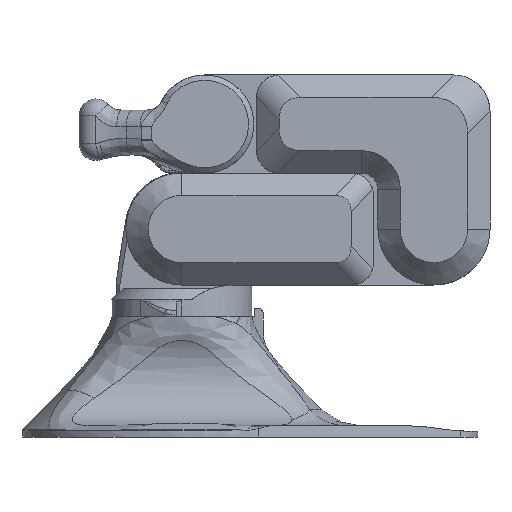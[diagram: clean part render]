
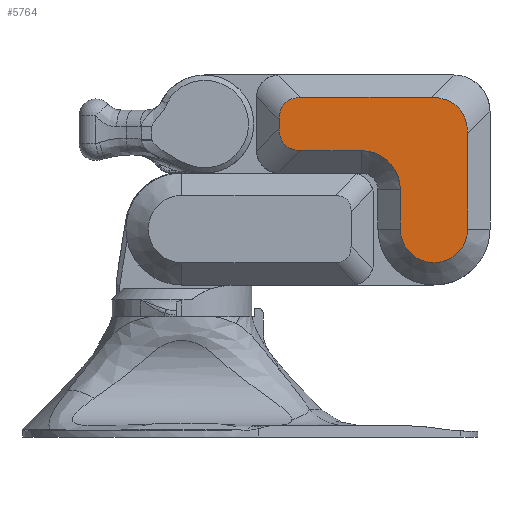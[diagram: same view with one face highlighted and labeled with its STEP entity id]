
A CAD part, left-side view. The second image highlights one B-rep face of the part: STEP entity #5764.
In plain terms, the highlighted planar face has unit normal (-1, 0, 0).
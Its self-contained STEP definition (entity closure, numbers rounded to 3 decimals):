
#103=ELLIPSE('',#6235,9.526,5.5);
#106=ELLIPSE('',#6242,15.935,9.2);
#107=ELLIPSE('',#6243,9.526,5.5);
#520=PLANE('',#6239);
#772=FACE_OUTER_BOUND('',#1135,.T.);
#1135=EDGE_LOOP('',(#4770,#4771,#4772,#4773,#4774,#4775,#4776,#4777,#4778,
#4779));
#1528=LINE('',#17522,#1915);
#1531=LINE('',#17532,#1918);
#1532=LINE('',#17536,#1919);
#1533=LINE('',#17540,#1920);
#1534=LINE('',#17544,#1921);
#1915=VECTOR('',#7344,10.);
#1918=VECTOR('',#7353,10.);
#1919=VECTOR('',#7356,10.);
#1920=VECTOR('',#7359,10.);
#1921=VECTOR('',#7362,10.);
#2179=CIRCLE('',#6240,7.);
#2180=CIRCLE('',#6241,6.);
#2630=VERTEX_POINT('',#17515);
#2631=VERTEX_POINT('',#17517);
#2632=VERTEX_POINT('',#17521);
#2636=VERTEX_POINT('',#17531);
#2637=VERTEX_POINT('',#17533);
#2638=VERTEX_POINT('',#17535);
#2639=VERTEX_POINT('',#17537);
#2640=VERTEX_POINT('',#17539);
#2641=VERTEX_POINT('',#17541);
#2642=VERTEX_POINT('',#17543);
#3366=EDGE_CURVE('',#2630,#2631,#103,.T.);
#3368=EDGE_CURVE('',#2631,#2632,#1528,.T.);
#3373=EDGE_CURVE('',#2636,#2630,#1531,.T.);
#3374=EDGE_CURVE('',#2637,#2636,#2179,.T.);
#3375=EDGE_CURVE('',#2638,#2637,#1532,.T.);
#3376=EDGE_CURVE('',#2639,#2638,#2180,.T.);
#3377=EDGE_CURVE('',#2640,#2639,#1533,.T.);
#3378=EDGE_CURVE('',#2641,#2640,#106,.T.);
#3379=EDGE_CURVE('',#2642,#2641,#1534,.T.);
#3380=EDGE_CURVE('',#2632,#2642,#107,.T.);
#4770=ORIENTED_EDGE('',*,*,#3366,.F.);
#4771=ORIENTED_EDGE('',*,*,#3373,.F.);
#4772=ORIENTED_EDGE('',*,*,#3374,.F.);
#4773=ORIENTED_EDGE('',*,*,#3375,.F.);
#4774=ORIENTED_EDGE('',*,*,#3376,.F.);
#4775=ORIENTED_EDGE('',*,*,#3377,.F.);
#4776=ORIENTED_EDGE('',*,*,#3378,.F.);
#4777=ORIENTED_EDGE('',*,*,#3379,.F.);
#4778=ORIENTED_EDGE('',*,*,#3380,.F.);
#4779=ORIENTED_EDGE('',*,*,#3368,.F.);
#5764=ADVANCED_FACE('',(#772),#520,.T.);
#6235=AXIS2_PLACEMENT_3D('',#17518,#7339,#7340);
#6239=AXIS2_PLACEMENT_3D('',#17530,#7351,#7352);
#6240=AXIS2_PLACEMENT_3D('',#17534,#7354,#7355);
#6241=AXIS2_PLACEMENT_3D('',#17538,#7357,#7358);
#6242=AXIS2_PLACEMENT_3D('',#17542,#7360,#7361);
#6243=AXIS2_PLACEMENT_3D('',#17545,#7363,#7364);
#7339=DIRECTION('center_axis',(1.,0.,0.));
#7340=DIRECTION('ref_axis',(0.,0.707,-0.707));
#7344=DIRECTION('',(0.,0.,1.));
#7351=DIRECTION('center_axis',(-1.,0.,0.));
#7352=DIRECTION('ref_axis',(0.,-1.,0.));
#7353=DIRECTION('',(0.,1.,0.));
#7354=DIRECTION('center_axis',(-1.,0.,0.));
#7355=DIRECTION('ref_axis',(0.,-0.707,0.707));
#7356=DIRECTION('',(0.,0.,1.));
#7357=DIRECTION('center_axis',(1.,0.,0.));
#7358=DIRECTION('ref_axis',(0.,1.,0.));
#7359=DIRECTION('',(0.,0.,-1.));
#7360=DIRECTION('center_axis',(1.,0.,0.));
#7361=DIRECTION('ref_axis',(0.,-0.707,0.707));
#7362=DIRECTION('',(0.,-1.,0.));
#7363=DIRECTION('center_axis',(1.,0.,0.));
#7364=DIRECTION('ref_axis',(0.,0.707,0.707));
#17515=CARTESIAN_POINT('',(-10.75,-21.231,51.125));
#17517=CARTESIAN_POINT('',(-10.75,-17.342,55.014));
#17518=CARTESIAN_POINT('Origin',(-10.75,-25.121,58.903));
#17521=CARTESIAN_POINT('',(-10.75,-17.342,56.736));
#17522=CARTESIAN_POINT('',(-10.75,-17.342,55.25));
#17530=CARTESIAN_POINT('Origin',(-10.75,-25.171,45.875));
#17531=CARTESIAN_POINT('',(-10.75,-32.,51.125));
#17532=CARTESIAN_POINT('',(-10.75,-14.632,51.125));
#17533=CARTESIAN_POINT('',(-10.75,-39.,44.125));
#17534=CARTESIAN_POINT('Origin',(-10.75,-32.,44.125));
#17535=CARTESIAN_POINT('',(-10.75,-39.,37.125));
#17536=CARTESIAN_POINT('',(-10.75,-39.,46.5));
#17537=CARTESIAN_POINT('',(-10.75,-51.,37.125));
#17538=CARTESIAN_POINT('Origin',(-10.75,-45.,37.125));
#17539=CARTESIAN_POINT('',(-10.75,-51.,54.12));
#17540=CARTESIAN_POINT('',(-10.75,-51.,41.5));
#17541=CARTESIAN_POINT('',(-10.75,-44.495,60.625));
#17542=CARTESIAN_POINT('Origin',(-10.75,-37.989,47.614));
#17543=CARTESIAN_POINT('',(-10.75,-21.231,60.625));
#17544=CARTESIAN_POINT('',(-10.75,-40.086,60.625));
#17545=CARTESIAN_POINT('Origin',(-10.75,-25.121,52.847));
